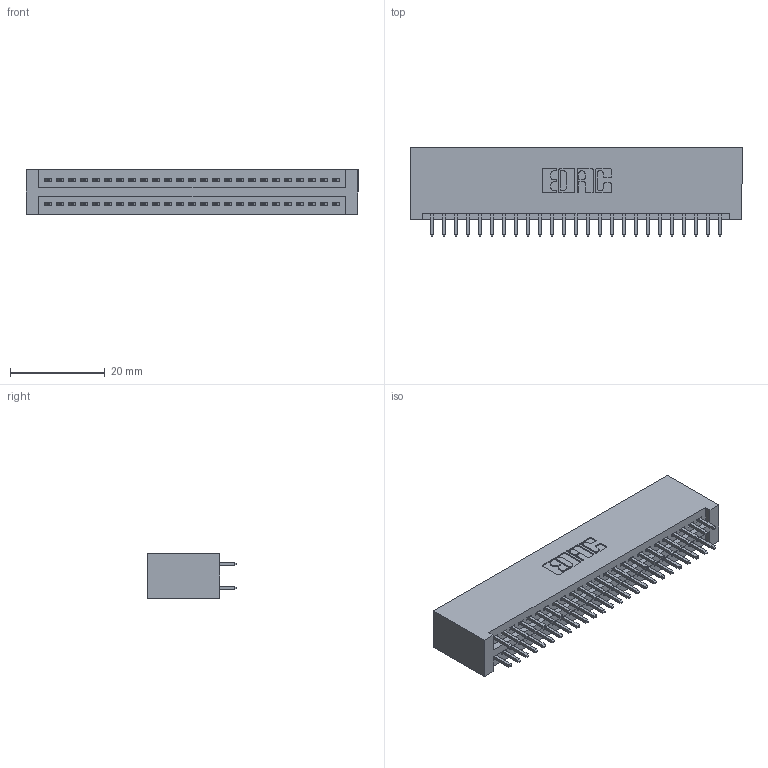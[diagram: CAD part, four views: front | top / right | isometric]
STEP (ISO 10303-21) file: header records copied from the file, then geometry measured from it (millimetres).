
FILE_DESCRIPTION (( 'STEP AP203' ), '1' );
FILE_NAME ('345-050-521-201.STEP', '2018-09-14T03:29:36', ( '' ), ( '' ), 'SwSTEP 2.0', 'SolidWorks 2016', '' );
FILE_SCHEMA (( 'CONFIG_CONTROL_DESIGN' ));
Length unit declared in the file: inch
Products named in the file (3): 345 Part_No Mounting Lugs; 345-292-001_345-293-121; 345-050-521-201
Assembly tree (51 placements, depth 2):
  345-050-521-201
    345 Part_No Mounting Lugs
    345-292-001_345-293-121  x50
Bounding box: 70.1 x 18.72 x 9.4 mm (x, y, z)
Volume: 7247.7 mm3; surface area: 10554.5 mm2
Topology: 51 solids, 51 shells, 2618 faces, 7767 edges, 5110 vertices
Faces by surface type: plane 1726, cylinder 892
Entity records: 21645 total; most frequent: CARTESIAN_POINT 3644, ORIENTED_EDGE 3578, DIRECTION 3229, EDGE_CURVE 1789, VECTOR 1565, LINE 1565, VERTEX_POINT 1190, AXIS2_PLACEMENT_3D 832
